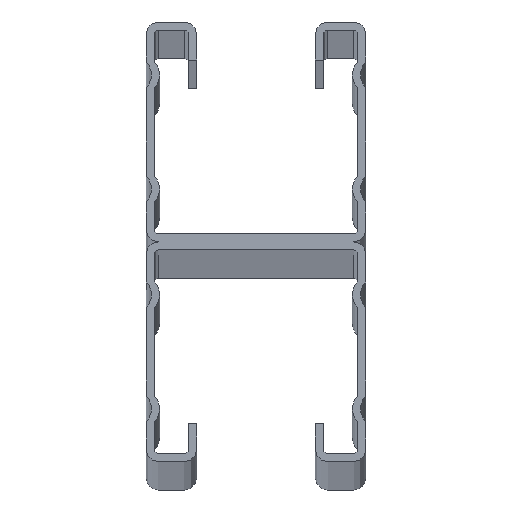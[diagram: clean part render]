
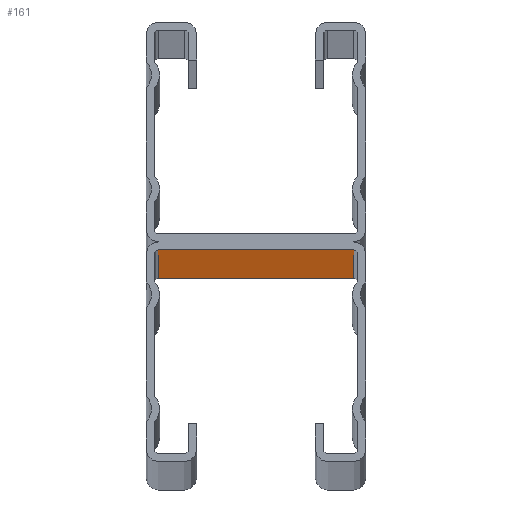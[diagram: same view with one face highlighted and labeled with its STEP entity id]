
A CAD part, top view. The second image highlights one B-rep face of the part: STEP entity #161.
In plain terms, the highlighted planar face has unit normal (0, -1, 0).
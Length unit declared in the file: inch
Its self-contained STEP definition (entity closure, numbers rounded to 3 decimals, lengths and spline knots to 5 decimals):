
#161=ADVANCED_FACE('',(#402),#403,.T.);
#402=FACE_OUTER_BOUND('',#721,.T.);
#403=PLANE('',#722);
#721=EDGE_LOOP('',(#1110,#1111,#1112,#1113));
#722=AXIS2_PLACEMENT_3D('',#1114,#1115,#1116);
#1110=ORIENTED_EDGE('',*,*,#2093,.T.);
#1111=ORIENTED_EDGE('',*,*,#2094,.F.);
#1112=ORIENTED_EDGE('',*,*,#2095,.T.);
#1113=ORIENTED_EDGE('',*,*,#2096,.T.);
#1114=CARTESIAN_POINT('',(0.0,-0.06,0.0));
#1115=DIRECTION('',(0.0,-1.0,0.0));
#1116=DIRECTION('',(1.0,0.0,0.0));
#2093=EDGE_CURVE('',#2562,#2563,#2564,.T.);
#2094=EDGE_CURVE('',#2565,#2563,#2566,.T.);
#2095=EDGE_CURVE('',#2565,#2567,#2568,.T.);
#2096=EDGE_CURVE('',#2567,#2562,#2569,.T.);
#2562=VERTEX_POINT('',#3220);
#2563=VERTEX_POINT('',#3221);
#2564=LINE('',#3222,#3223);
#2565=VERTEX_POINT('',#3224);
#2566=LINE('',#3225,#3226);
#2567=VERTEX_POINT('',#3227);
#2568=LINE('',#3228,#3229);
#2569=LINE('',#3230,#3231);
#3220=CARTESIAN_POINT('',(0.72125,-0.06,120.0));
#3221=CARTESIAN_POINT('',(-0.72125,-0.06,120.0));
#3222=CARTESIAN_POINT('',(-0.72125,-0.06,120.0));
#3223=VECTOR('',#3943,1.0);
#3224=CARTESIAN_POINT('',(-0.72125,-0.06,0.0));
#3225=CARTESIAN_POINT('',(-0.72125,-0.06,0.0));
#3226=VECTOR('',#3944,1.0);
#3227=CARTESIAN_POINT('',(0.72125,-0.06,0.0));
#3228=CARTESIAN_POINT('',(-0.72125,-0.06,0.0));
#3229=VECTOR('',#3945,1.0);
#3230=CARTESIAN_POINT('',(0.72125,-0.06,0.0));
#3231=VECTOR('',#3946,1.0);
#3943=DIRECTION('',(-1.0,-0.0,-0.0));
#3944=DIRECTION('',(0.0,0.0,1.0));
#3945=DIRECTION('',(1.0,0.0,0.0));
#3946=DIRECTION('',(0.0,0.0,1.0));
